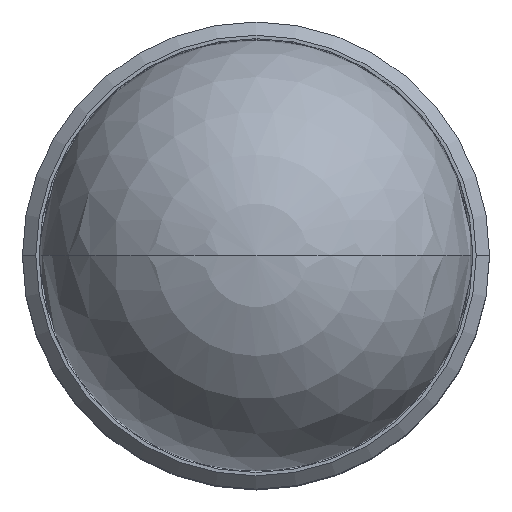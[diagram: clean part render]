
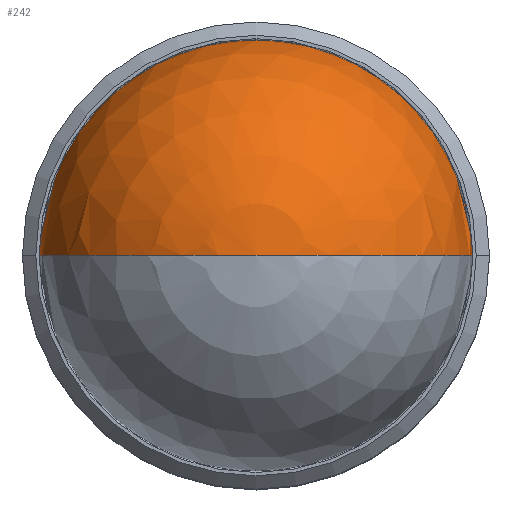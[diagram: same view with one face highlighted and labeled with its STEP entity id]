
A CAD part, top view. The second image highlights one B-rep face of the part: STEP entity #242.
In plain terms, the highlighted spherical face has radius 6.5 mm.
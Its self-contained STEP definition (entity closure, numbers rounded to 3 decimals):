
#202=VERTEX_POINT('',#509);
#240=EDGE_CURVE('',#202,#370,#551,.T.);
#242=ADVANCED_FACE('',(#553),#554,.T.);
#328=EDGE_CURVE('',#370,#202,#655,.T.);
#370=VERTEX_POINT('',#700);
#509=CARTESIAN_POINT('',(0.,0.,7.4));
#551=CIRCLE('',#912,6.5);
#553=FACE_OUTER_BOUND('',#914,.T.);
#554=SPHERICAL_SURFACE('',#915,6.5);
#655=CIRCLE('',#1040,6.5);
#700=CARTESIAN_POINT('',(0.,0.,20.4));
#912=AXIS2_PLACEMENT_3D('',#1331,#1332,#1333);
#914=EDGE_LOOP('',(#1335,#1336));
#915=AXIS2_PLACEMENT_3D('',#1337,#1338,#1339);
#1040=AXIS2_PLACEMENT_3D('',#1494,#1495,#1496);
#1331=CARTESIAN_POINT('',(0.,0.,13.9));
#1332=DIRECTION('',(0.,1.0,0.0));
#1333=DIRECTION('',(0.0,-0.0,-1.0));
#1335=ORIENTED_EDGE('',*,*,#328,.T.);
#1336=ORIENTED_EDGE('',*,*,#240,.T.);
#1337=CARTESIAN_POINT('',(0.,0.,13.9));
#1338=DIRECTION('',(0.0,0.0,1.0));
#1339=DIRECTION('',(-1.0,0.,0.0));
#1494=CARTESIAN_POINT('',(0.,0.,13.9));
#1495=DIRECTION('',(0.,1.0,0.0));
#1496=DIRECTION('',(0.0,-0.0,-1.0));
